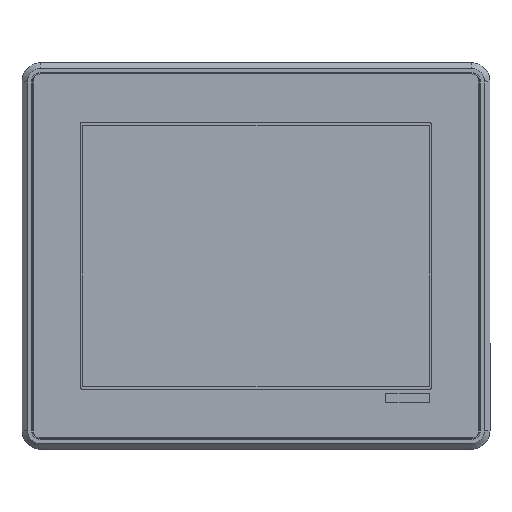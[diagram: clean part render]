
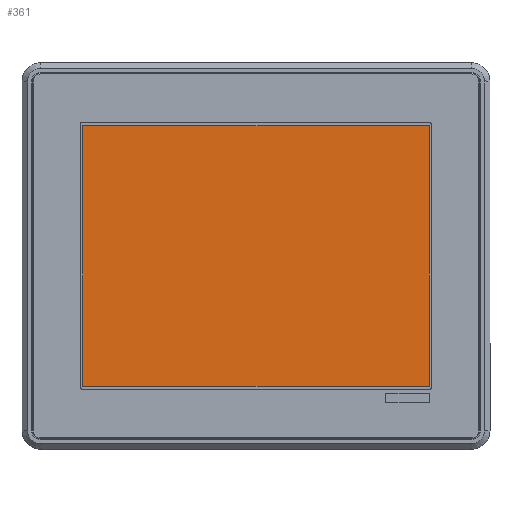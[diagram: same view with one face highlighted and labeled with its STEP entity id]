
A CAD part, top view. The second image highlights one B-rep face of the part: STEP entity #361.
In plain terms, the highlighted planar face has unit normal (0, 0, 1).
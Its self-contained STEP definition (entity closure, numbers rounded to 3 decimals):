
#123=CARTESIAN_POINT('',(123.,95.0,2.985));
#124=VERTEX_POINT('',#123);
#131=CARTESIAN_POINT('',(125.,93.0,2.985));
#132=VERTEX_POINT('',#131);
#133=CARTESIAN_POINT('',(123.,93.0,2.985));
#134=DIRECTION('',(0.,0.,-1.0));
#135=DIRECTION('',(0.707,0.707,0.));
#136=AXIS2_PLACEMENT_3D('',#133,#134,#135);
#137=CIRCLE('',#136,2.0);
#138=EDGE_CURVE('',#124,#132,#137,.T.);
#162=CARTESIAN_POINT('',(-125.,95.0,2.985));
#163=VERTEX_POINT('',#162);
#170=CARTESIAN_POINT('',(-125.,95.,2.985));
#171=DIRECTION('',(1.0,0.0,0.0));
#172=VECTOR('',#171,248.);
#173=LINE('',#170,#172);
#174=EDGE_CURVE('',#163,#124,#173,.T.);
#193=CARTESIAN_POINT('',(-125.,-93.0,2.985));
#194=VERTEX_POINT('',#193);
#201=CARTESIAN_POINT('',(-125.,-93.0,2.985));
#202=DIRECTION('',(0.0,1.0,0.0));
#203=VECTOR('',#202,188.0);
#204=LINE('',#201,#203);
#205=EDGE_CURVE('',#194,#163,#204,.T.);
#225=CARTESIAN_POINT('',(-123.,-95.0,2.985));
#226=VERTEX_POINT('',#225);
#233=CARTESIAN_POINT('',(-123.,-93.0,2.985));
#234=DIRECTION('',(0.,0.,-1.0));
#235=DIRECTION('',(-0.707,-0.707,0.));
#236=AXIS2_PLACEMENT_3D('',#233,#234,#235);
#237=CIRCLE('',#236,2.0);
#238=EDGE_CURVE('',#226,#194,#237,.T.);
#275=CARTESIAN_POINT('',(125.,-93.0,2.985));
#276=VERTEX_POINT('',#275);
#277=CARTESIAN_POINT('',(125.,93.0,2.985));
#278=DIRECTION('',(0.0,-1.0,0.0));
#279=VECTOR('',#278,186.0);
#280=LINE('',#277,#279);
#281=EDGE_CURVE('',#132,#276,#280,.T.);
#307=CARTESIAN_POINT('',(123.,-95.0,2.985));
#308=VERTEX_POINT('',#307);
#309=CARTESIAN_POINT('',(123.,-93.0,2.985));
#310=DIRECTION('',(0.,0.,-1.0));
#311=DIRECTION('',(0.707,-0.707,0.));
#312=AXIS2_PLACEMENT_3D('',#309,#310,#311);
#313=CIRCLE('',#312,2.0);
#314=EDGE_CURVE('',#276,#308,#313,.T.);
#337=CARTESIAN_POINT('',(123.,-95.,2.985));
#338=DIRECTION('',(-1.0,0.0,0.0));
#339=VECTOR('',#338,246.);
#340=LINE('',#337,#339);
#341=EDGE_CURVE('',#308,#226,#340,.T.);
#347=CARTESIAN_POINT('',(0.,0.,2.985));
#348=DIRECTION('',(0.0,0.0,1.0));
#349=DIRECTION('',(-1.0,0.0,0.0));
#350=AXIS2_PLACEMENT_3D('',#347,#348,#349);
#351=PLANE('',#350);
#352=ORIENTED_EDGE('',*,*,#138,.F.);
#353=ORIENTED_EDGE('',*,*,#174,.F.);
#354=ORIENTED_EDGE('',*,*,#205,.F.);
#355=ORIENTED_EDGE('',*,*,#238,.F.);
#356=ORIENTED_EDGE('',*,*,#341,.F.);
#357=ORIENTED_EDGE('',*,*,#314,.F.);
#358=ORIENTED_EDGE('',*,*,#281,.F.);
#359=EDGE_LOOP('',(#352,#353,#354,#355,#356,#357,#358));
#360=FACE_OUTER_BOUND('',#359,.T.);
#361=ADVANCED_FACE('',(#360),#351,.T.);
